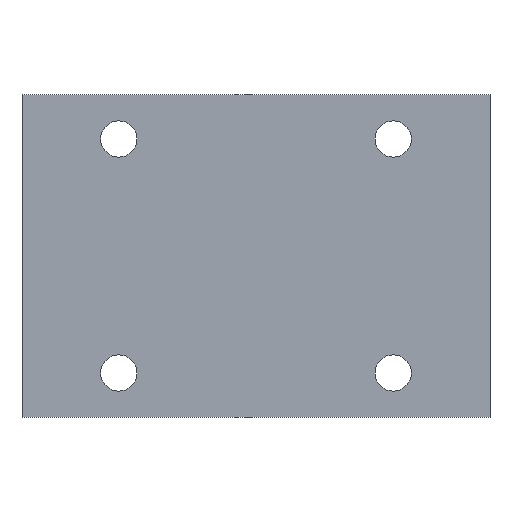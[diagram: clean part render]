
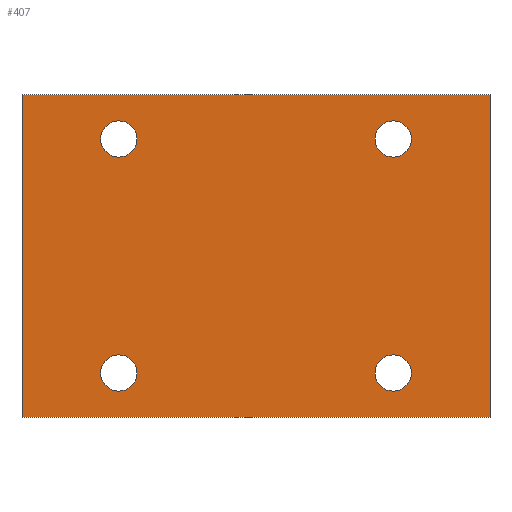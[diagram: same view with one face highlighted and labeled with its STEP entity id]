
A CAD part, left-side view. The second image highlights one B-rep face of the part: STEP entity #407.
In plain terms, the highlighted planar face has unit normal (-1, 0, 0).
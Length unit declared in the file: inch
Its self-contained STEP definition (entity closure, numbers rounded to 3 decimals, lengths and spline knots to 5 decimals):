
#1=DIRECTION('',(0.,-1.,0.));
#2=VECTOR('',#1,3.625);
#3=CARTESIAN_POINT('',(0.,0.,0.));
#4=LINE('',#3,#2);
#17=DIRECTION('',(0.,0.,1.));
#18=VECTOR('',#17,2.5);
#19=CARTESIAN_POINT('',(0.,0.,0.));
#20=LINE('',#19,#18);
#21=CARTESIAN_POINT('',(0.,-0.75,0.344));
#22=DIRECTION('',(-1.,0.,0.));
#23=DIRECTION('',(0.,1.,0.));
#24=AXIS2_PLACEMENT_3D('',#21,#22,#23);
#26=CARTESIAN_POINT('',(0.,-0.75,0.344));
#27=DIRECTION('',(-1.,0.,0.));
#28=DIRECTION('',(0.,-1.,0.));
#29=AXIS2_PLACEMENT_3D('',#26,#27,#28);
#31=CARTESIAN_POINT('',(0.,-0.75,2.156));
#32=DIRECTION('',(-1.,0.,0.));
#33=DIRECTION('',(0.,1.,0.));
#34=AXIS2_PLACEMENT_3D('',#31,#32,#33);
#36=CARTESIAN_POINT('',(0.,-0.75,2.156));
#37=DIRECTION('',(-1.,0.,0.));
#38=DIRECTION('',(0.,-1.,0.));
#39=AXIS2_PLACEMENT_3D('',#36,#37,#38);
#41=CARTESIAN_POINT('',(0.,-2.875,0.344));
#42=DIRECTION('',(-1.,0.,0.));
#43=DIRECTION('',(0.,1.,0.));
#44=AXIS2_PLACEMENT_3D('',#41,#42,#43);
#46=CARTESIAN_POINT('',(0.,-2.875,0.344));
#47=DIRECTION('',(-1.,0.,0.));
#48=DIRECTION('',(0.,-1.,0.));
#49=AXIS2_PLACEMENT_3D('',#46,#47,#48);
#51=CARTESIAN_POINT('',(0.,-2.875,2.156));
#52=DIRECTION('',(-1.,0.,0.));
#53=DIRECTION('',(0.,1.,0.));
#54=AXIS2_PLACEMENT_3D('',#51,#52,#53);
#56=CARTESIAN_POINT('',(0.,-2.875,2.156));
#57=DIRECTION('',(-1.,0.,0.));
#58=DIRECTION('',(0.,-1.,0.));
#59=AXIS2_PLACEMENT_3D('',#56,#57,#58);
#109=DIRECTION('',(0.,0.,1.));
#110=VECTOR('',#109,2.5);
#111=CARTESIAN_POINT('',(0.,-3.625,0.));
#112=LINE('',#111,#110);
#113=DIRECTION('',(0.,-1.,0.));
#114=VECTOR('',#113,3.625);
#115=CARTESIAN_POINT('',(0.,0.,2.5));
#116=LINE('',#115,#114);
#273=CARTESIAN_POINT('',(0.,0.,0.));
#274=CARTESIAN_POINT('',(0.,-3.625,0.));
#275=VERTEX_POINT('',#273);
#276=VERTEX_POINT('',#274);
#281=CARTESIAN_POINT('',(0.,0.,2.5));
#282=CARTESIAN_POINT('',(0.,-3.625,2.5));
#283=VERTEX_POINT('',#281);
#284=VERTEX_POINT('',#282);
#289=CARTESIAN_POINT('',(0.,-0.6095,0.344));
#290=CARTESIAN_POINT('',(0.,-0.8905,0.344));
#291=VERTEX_POINT('',#289);
#292=VERTEX_POINT('',#290);
#305=CARTESIAN_POINT('',(0.,-0.6095,2.156));
#306=CARTESIAN_POINT('',(0.,-0.8905,2.156));
#307=VERTEX_POINT('',#305);
#308=VERTEX_POINT('',#306);
#321=CARTESIAN_POINT('',(0.,-2.7345,0.344));
#322=CARTESIAN_POINT('',(0.,-3.0155,0.344));
#323=VERTEX_POINT('',#321);
#324=VERTEX_POINT('',#322);
#337=CARTESIAN_POINT('',(0.,-2.7345,2.156));
#338=CARTESIAN_POINT('',(0.,-3.0155,2.156));
#339=VERTEX_POINT('',#337);
#340=VERTEX_POINT('',#338);
#369=CARTESIAN_POINT('',(0.,0.,0.));
#370=DIRECTION('',(-1.,0.,0.));
#371=DIRECTION('',(0.,-1.,0.));
#372=AXIS2_PLACEMENT_3D('',#369,#370,#371);
#373=PLANE('',#372);
#374=ORIENTED_EDGE('',*,*,#358,.F.);
#376=ORIENTED_EDGE('',*,*,#375,.T.);
#378=ORIENTED_EDGE('',*,*,#377,.T.);
#380=ORIENTED_EDGE('',*,*,#379,.F.);
#381=EDGE_LOOP('',(#374,#376,#378,#380));
#382=FACE_OUTER_BOUND('',#381,.F.);
#384=ORIENTED_EDGE('',*,*,#383,.T.);
#386=ORIENTED_EDGE('',*,*,#385,.T.);
#387=EDGE_LOOP('',(#384,#386));
#388=FACE_BOUND('',#387,.F.);
#390=ORIENTED_EDGE('',*,*,#389,.T.);
#392=ORIENTED_EDGE('',*,*,#391,.T.);
#393=EDGE_LOOP('',(#390,#392));
#394=FACE_BOUND('',#393,.F.);
#396=ORIENTED_EDGE('',*,*,#395,.T.);
#398=ORIENTED_EDGE('',*,*,#397,.T.);
#399=EDGE_LOOP('',(#396,#398));
#400=FACE_BOUND('',#399,.F.);
#402=ORIENTED_EDGE('',*,*,#401,.T.);
#404=ORIENTED_EDGE('',*,*,#403,.T.);
#405=EDGE_LOOP('',(#402,#404));
#406=FACE_BOUND('',#405,.F.);
#407=ADVANCED_FACE('',(#382,#388,#394,#400,#406),#373,.T.);
#25=CIRCLE('',#24,0.1405);
#30=CIRCLE('',#29,0.1405);
#35=CIRCLE('',#34,0.1405);
#40=CIRCLE('',#39,0.1405);
#45=CIRCLE('',#44,0.1405);
#50=CIRCLE('',#49,0.1405);
#55=CIRCLE('',#54,0.1405);
#60=CIRCLE('',#59,0.1405);
#358=EDGE_CURVE('',#275,#276,#4,.T.);
#375=EDGE_CURVE('',#275,#283,#20,.T.);
#377=EDGE_CURVE('',#283,#284,#116,.T.);
#379=EDGE_CURVE('',#276,#284,#112,.T.);
#383=EDGE_CURVE('',#291,#292,#25,.T.);
#385=EDGE_CURVE('',#292,#291,#30,.T.);
#389=EDGE_CURVE('',#307,#308,#35,.T.);
#391=EDGE_CURVE('',#308,#307,#40,.T.);
#395=EDGE_CURVE('',#323,#324,#45,.T.);
#397=EDGE_CURVE('',#324,#323,#50,.T.);
#401=EDGE_CURVE('',#339,#340,#55,.T.);
#403=EDGE_CURVE('',#340,#339,#60,.T.);
